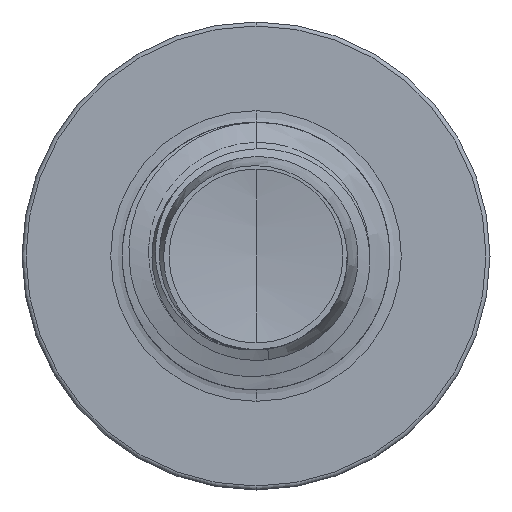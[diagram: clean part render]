
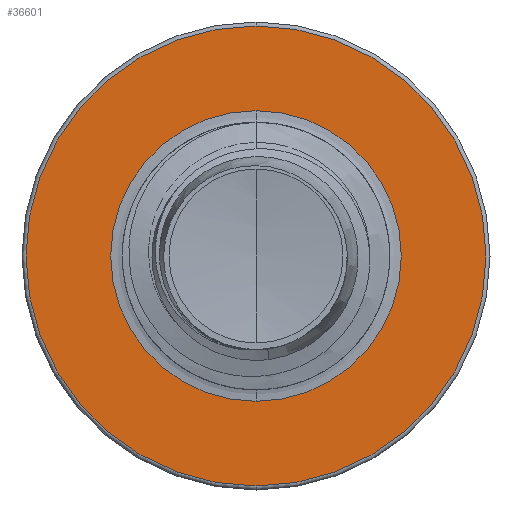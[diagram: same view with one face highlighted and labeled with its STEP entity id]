
A CAD part, front view. The second image highlights one B-rep face of the part: STEP entity #36601.
In plain terms, the highlighted planar face has unit normal (0, -1, 0).
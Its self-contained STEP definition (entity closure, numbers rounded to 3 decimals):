
#1001 = ORIENTED_EDGE ( 'NONE', *, *, #8447, .T. ) ;
#1498 = CARTESIAN_POINT ( 'NONE',  ( 0., 20., -3.44 ) ) ;
#2820 = VERTEX_POINT ( 'NONE', #1498 ) ;
#3389 = EDGE_LOOP ( 'NONE', ( #30415, #25680 ) ) ;
#3860 = DIRECTION ( 'NONE',  ( 0., 0., 1. ) ) ;
#3899 = DIRECTION ( 'NONE',  ( 0., 1., 0. ) ) ;
#3908 = CARTESIAN_POINT ( 'NONE',  ( 0., 20., 0. ) ) ;
#4106 = CIRCLE ( 'NONE', #9257, 2.174 ) ;
#4687 = EDGE_CURVE ( 'NONE', #20511, #18350, #4106, .T. ) ;
#4739 = VERTEX_POINT ( 'NONE', #22883 ) ;
#6277 = DIRECTION ( 'NONE',  ( 0., 1., 0. ) ) ;
#7616 = DIRECTION ( 'NONE',  ( 0., 1., 0. ) ) ;
#8447 = EDGE_CURVE ( 'NONE', #18350, #20511, #30978, .T. ) ;
#9257 = AXIS2_PLACEMENT_3D ( 'NONE', #22842, #22807, #22772 ) ;
#10427 = PLANE ( 'NONE',  #33933 ) ;
#12784 = FACE_BOUND ( 'NONE', #19613, .T. ) ;
#18350 = VERTEX_POINT ( 'NONE', #25592 ) ;
#19608 = DIRECTION ( 'NONE',  ( 0., 0., 1. ) ) ;
#19613 = EDGE_LOOP ( 'NONE', ( #26584, #1001 ) ) ;
#20511 = VERTEX_POINT ( 'NONE', #25865 ) ;
#22772 = DIRECTION ( 'NONE',  ( 0., 0., 1. ) ) ;
#22807 = DIRECTION ( 'NONE',  ( 0., 1., 0. ) ) ;
#22842 = CARTESIAN_POINT ( 'NONE',  ( 0., 20., 0. ) ) ;
#22883 = CARTESIAN_POINT ( 'NONE',  ( 0., 20., 3.44 ) ) ;
#23371 = CARTESIAN_POINT ( 'NONE',  ( 0., 20., 0. ) ) ;
#23778 = CIRCLE ( 'NONE', #26089, 3.44 ) ;
#24577 = CARTESIAN_POINT ( 'NONE',  ( 0., 20., 0. ) ) ;
#24998 = EDGE_CURVE ( 'NONE', #4739, #2820, #23778, .T. ) ;
#25592 = CARTESIAN_POINT ( 'NONE',  ( 0., 20., -2.174 ) ) ;
#25680 = ORIENTED_EDGE ( 'NONE', *, *, #31097, .F. ) ;
#25865 = CARTESIAN_POINT ( 'NONE',  ( 0., 20., 2.174 ) ) ;
#26089 = AXIS2_PLACEMENT_3D ( 'NONE', #23371, #6277, #26119 ) ;
#26119 = DIRECTION ( 'NONE',  ( 0., 0., 1. ) ) ;
#26584 = ORIENTED_EDGE ( 'NONE', *, *, #4687, .T. ) ;
#27025 = AXIS2_PLACEMENT_3D ( 'NONE', #24577, #7616, #27322 ) ;
#27322 = DIRECTION ( 'NONE',  ( 0., 0., 1. ) ) ;
#27517 = FACE_OUTER_BOUND ( 'NONE', #3389, .T. ) ;
#30415 = ORIENTED_EDGE ( 'NONE', *, *, #24998, .F. ) ;
#30978 = CIRCLE ( 'NONE', #36397, 2.174 ) ;
#31097 = EDGE_CURVE ( 'NONE', #2820, #4739, #33780, .T. ) ;
#33053 = CARTESIAN_POINT ( 'NONE',  ( 0., 20., -2.174 ) ) ;
#33780 = CIRCLE ( 'NONE', #27025, 3.44 ) ;
#33933 = AXIS2_PLACEMENT_3D ( 'NONE', #33053, #35881, #19608 ) ;
#35881 = DIRECTION ( 'NONE',  ( 0., 1., 0. ) ) ;
#36397 = AXIS2_PLACEMENT_3D ( 'NONE', #3908, #3899, #3860 ) ;
#36601 = ADVANCED_FACE ( 'NONE', ( #27517, #12784 ), #10427, .F. ) ;
